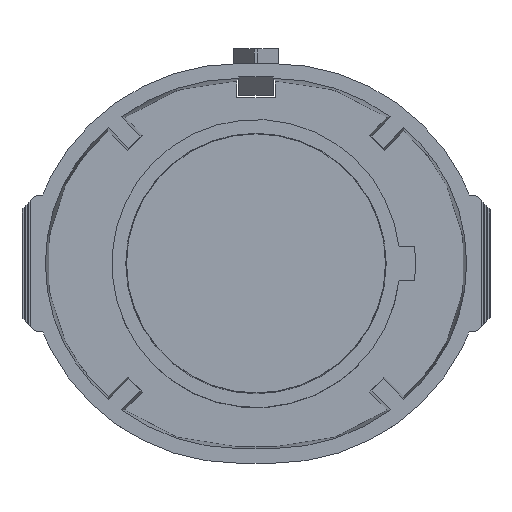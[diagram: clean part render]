
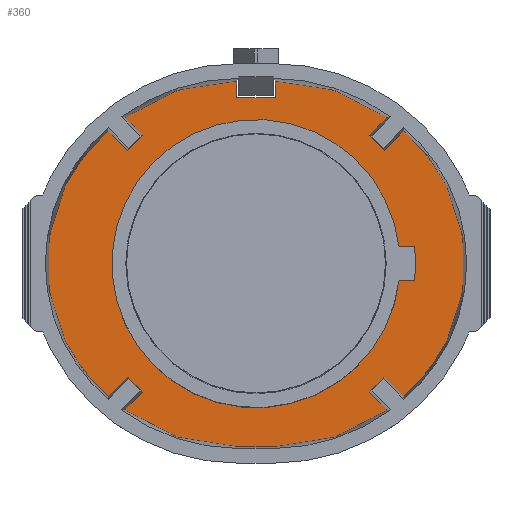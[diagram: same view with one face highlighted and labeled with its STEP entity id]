
A CAD part, top view. The second image highlights one B-rep face of the part: STEP entity #360.
In plain terms, the highlighted planar face has unit normal (0, 0, 1).
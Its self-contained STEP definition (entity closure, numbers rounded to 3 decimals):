
#91=FACE_BOUND('',#766,.T.);
#92=FACE_BOUND('',#767,.T.);
#226=PLANE('',#3831);
#360=ADVANCED_FACE('',(#91,#92),#226,.T.);
#766=EDGE_LOOP('',(#1806,#1807,#1808,#1809,#1810,#1811,#1812,#1813,#1814,
#1815,#1816,#1817,#1818,#1819,#1820,#1821,#1822,#1823,#1824,#1825,#1826,
#1827,#1828,#1829,#1830,#1831));
#767=EDGE_LOOP('',(#1832,#1833,#1834,#1835));
#1019=LINE('',#5375,#1311);
#1020=LINE('',#5379,#1312);
#1021=LINE('',#5387,#1313);
#1022=LINE('',#5391,#1314);
#1023=LINE('',#5395,#1315);
#1024=LINE('',#5397,#1316);
#1025=LINE('',#5399,#1317);
#1026=LINE('',#5403,#1318);
#1027=LINE('',#5407,#1319);
#1028=LINE('',#5415,#1320);
#1029=LINE('',#5419,#1321);
#1030=LINE('',#5420,#1322);
#1031=LINE('',#5421,#1323);
#1032=LINE('',#5426,#1324);
#1311=VECTOR('',#4295,1.);
#1312=VECTOR('',#4298,1.);
#1313=VECTOR('',#4305,1.);
#1314=VECTOR('',#4308,1.);
#1315=VECTOR('',#4311,1.);
#1316=VECTOR('',#4312,1.);
#1317=VECTOR('',#4313,1.);
#1318=VECTOR('',#4316,1.);
#1319=VECTOR('',#4319,1.);
#1320=VECTOR('',#4326,1.);
#1321=VECTOR('',#4329,1.);
#1322=VECTOR('',#4330,1.);
#1323=VECTOR('',#4331,1.);
#1324=VECTOR('',#4334,1.);
#1593=CIRCLE('',#3802,17.217);
#1601=CIRCLE('',#3816,17.217);
#1602=CIRCLE('',#3817,15.05);
#1603=CIRCLE('',#3818,17.217);
#1604=CIRCLE('',#3819,15.717);
#1605=CIRCLE('',#3820,17.217);
#1606=CIRCLE('',#3821,15.05);
#1607=CIRCLE('',#3822,17.217);
#1608=CIRCLE('',#3823,17.217);
#1609=CIRCLE('',#3824,15.05);
#1610=CIRCLE('',#3825,17.217);
#1611=CIRCLE('',#3826,15.717);
#1612=CIRCLE('',#3827,17.217);
#1613=CIRCLE('',#3828,15.05);
#1614=CIRCLE('',#3829,14.);
#1615=CIRCLE('',#3830,12.65);
#1806=ORIENTED_EDGE('',*,*,#3292,.T.);
#1807=ORIENTED_EDGE('',*,*,#3293,.F.);
#1808=ORIENTED_EDGE('',*,*,#3294,.F.);
#1809=ORIENTED_EDGE('',*,*,#3295,.T.);
#1810=ORIENTED_EDGE('',*,*,#3296,.F.);
#1811=ORIENTED_EDGE('',*,*,#3297,.F.);
#1812=ORIENTED_EDGE('',*,*,#3298,.F.);
#1813=ORIENTED_EDGE('',*,*,#3299,.F.);
#1814=ORIENTED_EDGE('',*,*,#3300,.F.);
#1815=ORIENTED_EDGE('',*,*,#3301,.T.);
#1816=ORIENTED_EDGE('',*,*,#3302,.F.);
#1817=ORIENTED_EDGE('',*,*,#3303,.F.);
#1818=ORIENTED_EDGE('',*,*,#3304,.T.);
#1819=ORIENTED_EDGE('',*,*,#3305,.T.);
#1820=ORIENTED_EDGE('',*,*,#3306,.T.);
#1821=ORIENTED_EDGE('',*,*,#3307,.F.);
#1822=ORIENTED_EDGE('',*,*,#3308,.F.);
#1823=ORIENTED_EDGE('',*,*,#3309,.T.);
#1824=ORIENTED_EDGE('',*,*,#3310,.F.);
#1825=ORIENTED_EDGE('',*,*,#3311,.F.);
#1826=ORIENTED_EDGE('',*,*,#3312,.F.);
#1827=ORIENTED_EDGE('',*,*,#3313,.F.);
#1828=ORIENTED_EDGE('',*,*,#3314,.F.);
#1829=ORIENTED_EDGE('',*,*,#3315,.T.);
#1830=ORIENTED_EDGE('',*,*,#3264,.F.);
#1831=ORIENTED_EDGE('',*,*,#3316,.F.);
#1832=ORIENTED_EDGE('',*,*,#3317,.F.);
#1833=ORIENTED_EDGE('',*,*,#3318,.F.);
#1834=ORIENTED_EDGE('',*,*,#3319,.T.);
#1835=ORIENTED_EDGE('',*,*,#3320,.F.);
#2896=VERTEX_POINT('',#5298);
#2897=VERTEX_POINT('',#5300);
#2922=VERTEX_POINT('',#5373);
#2923=VERTEX_POINT('',#5374);
#2924=VERTEX_POINT('',#5376);
#2925=VERTEX_POINT('',#5378);
#2926=VERTEX_POINT('',#5380);
#2927=VERTEX_POINT('',#5382);
#2928=VERTEX_POINT('',#5384);
#2929=VERTEX_POINT('',#5386);
#2930=VERTEX_POINT('',#5388);
#2931=VERTEX_POINT('',#5390);
#2932=VERTEX_POINT('',#5392);
#2933=VERTEX_POINT('',#5394);
#2934=VERTEX_POINT('',#5396);
#2935=VERTEX_POINT('',#5398);
#2936=VERTEX_POINT('',#5400);
#2937=VERTEX_POINT('',#5402);
#2938=VERTEX_POINT('',#5404);
#2939=VERTEX_POINT('',#5406);
#2940=VERTEX_POINT('',#5408);
#2941=VERTEX_POINT('',#5410);
#2942=VERTEX_POINT('',#5412);
#2943=VERTEX_POINT('',#5414);
#2944=VERTEX_POINT('',#5416);
#2945=VERTEX_POINT('',#5418);
#2946=VERTEX_POINT('',#5422);
#2947=VERTEX_POINT('',#5423);
#2948=VERTEX_POINT('',#5425);
#2949=VERTEX_POINT('',#5427);
#3264=EDGE_CURVE('',#2896,#2897,#1593,.T.);
#3292=EDGE_CURVE('',#2922,#2923,#1601,.T.);
#3293=EDGE_CURVE('',#2924,#2923,#1019,.T.);
#3294=EDGE_CURVE('',#2925,#2924,#1602,.T.);
#3295=EDGE_CURVE('',#2925,#2926,#1020,.T.);
#3296=EDGE_CURVE('',#2927,#2926,#1603,.T.);
#3297=EDGE_CURVE('',#2928,#2927,#1604,.T.);
#3298=EDGE_CURVE('',#2929,#2928,#1605,.T.);
#3299=EDGE_CURVE('',#2930,#2929,#1021,.T.);
#3300=EDGE_CURVE('',#2931,#2930,#1606,.T.);
#3301=EDGE_CURVE('',#2931,#2932,#1022,.T.);
#3302=EDGE_CURVE('',#2933,#2932,#1607,.T.);
#3303=EDGE_CURVE('',#2934,#2933,#1023,.T.);
#3304=EDGE_CURVE('',#2934,#2935,#1024,.T.);
#3305=EDGE_CURVE('',#2935,#2936,#1025,.T.);
#3306=EDGE_CURVE('',#2936,#2937,#1608,.T.);
#3307=EDGE_CURVE('',#2938,#2937,#1026,.T.);
#3308=EDGE_CURVE('',#2939,#2938,#1609,.T.);
#3309=EDGE_CURVE('',#2939,#2940,#1027,.T.);
#3310=EDGE_CURVE('',#2941,#2940,#1610,.T.);
#3311=EDGE_CURVE('',#2942,#2941,#1611,.T.);
#3312=EDGE_CURVE('',#2943,#2942,#1612,.T.);
#3313=EDGE_CURVE('',#2944,#2943,#1028,.T.);
#3314=EDGE_CURVE('',#2945,#2944,#1613,.T.);
#3315=EDGE_CURVE('',#2945,#2897,#1029,.T.);
#3316=EDGE_CURVE('',#2922,#2896,#1030,.T.);
#3317=EDGE_CURVE('',#2946,#2947,#1031,.T.);
#3318=EDGE_CURVE('',#2948,#2946,#1614,.T.);
#3319=EDGE_CURVE('',#2948,#2949,#1032,.T.);
#3320=EDGE_CURVE('',#2947,#2949,#1615,.T.);
#3802=AXIS2_PLACEMENT_3D('',#5299,#4250,#4251);
#3816=AXIS2_PLACEMENT_3D('',#5372,#4293,#4294);
#3817=AXIS2_PLACEMENT_3D('',#5377,#4296,#4297);
#3818=AXIS2_PLACEMENT_3D('',#5381,#4299,#4300);
#3819=AXIS2_PLACEMENT_3D('',#5383,#4301,#4302);
#3820=AXIS2_PLACEMENT_3D('',#5385,#4303,#4304);
#3821=AXIS2_PLACEMENT_3D('',#5389,#4306,#4307);
#3822=AXIS2_PLACEMENT_3D('',#5393,#4309,#4310);
#3823=AXIS2_PLACEMENT_3D('',#5401,#4314,#4315);
#3824=AXIS2_PLACEMENT_3D('',#5405,#4317,#4318);
#3825=AXIS2_PLACEMENT_3D('',#5409,#4320,#4321);
#3826=AXIS2_PLACEMENT_3D('',#5411,#4322,#4323);
#3827=AXIS2_PLACEMENT_3D('',#5413,#4324,#4325);
#3828=AXIS2_PLACEMENT_3D('',#5417,#4327,#4328);
#3829=AXIS2_PLACEMENT_3D('',#5424,#4332,#4333);
#3830=AXIS2_PLACEMENT_3D('',#5428,#4335,#4336);
#3831=AXIS2_PLACEMENT_3D('',#5429,#4337,#4338);
#4250=DIRECTION('',(0.,0.,-1.));
#4251=DIRECTION('',(1.,0.,0.));
#4293=DIRECTION('',(0.,0.,1.));
#4294=DIRECTION('',(1.,0.,0.));
#4295=DIRECTION('',(0.707,-0.707,0.));
#4296=DIRECTION('',(0.,0.,-1.));
#4297=DIRECTION('',(1.,0.,0.));
#4298=DIRECTION('',(0.707,-0.707,0.));
#4299=DIRECTION('',(0.,0.,-1.));
#4300=DIRECTION('',(1.,0.,0.));
#4301=DIRECTION('',(0.,0.,-1.));
#4302=DIRECTION('',(1.,0.,0.));
#4303=DIRECTION('',(0.,0.,-1.));
#4304=DIRECTION('',(1.,0.,0.));
#4305=DIRECTION('',(0.707,0.707,0.));
#4306=DIRECTION('',(0.,0.,-1.));
#4307=DIRECTION('',(1.,0.,0.));
#4308=DIRECTION('',(0.707,0.707,0.));
#4309=DIRECTION('',(0.,0.,-1.));
#4310=DIRECTION('',(1.,0.,0.));
#4311=DIRECTION('',(0.,1.,0.));
#4312=DIRECTION('',(-1.,0.,0.));
#4313=DIRECTION('',(0.,1.,0.));
#4314=DIRECTION('',(0.,0.,1.));
#4315=DIRECTION('',(1.,0.,0.));
#4316=DIRECTION('',(-0.707,0.707,0.));
#4317=DIRECTION('',(0.,0.,-1.));
#4318=DIRECTION('',(1.,0.,0.));
#4319=DIRECTION('',(-0.707,0.707,0.));
#4320=DIRECTION('',(0.,0.,-1.));
#4321=DIRECTION('',(1.,0.,0.));
#4322=DIRECTION('',(0.,0.,-1.));
#4323=DIRECTION('',(1.,0.,0.));
#4324=DIRECTION('',(0.,0.,-1.));
#4325=DIRECTION('',(1.,0.,0.));
#4326=DIRECTION('',(-0.707,-0.707,0.));
#4327=DIRECTION('',(0.,0.,-1.));
#4328=DIRECTION('',(1.,0.,0.));
#4329=DIRECTION('',(-0.707,-0.707,0.));
#4330=DIRECTION('',(-1.,0.,0.));
#4331=DIRECTION('',(-1.,0.,0.));
#4332=DIRECTION('',(0.,0.,1.));
#4333=DIRECTION('',(1.,0.,0.));
#4334=DIRECTION('',(-1.,0.,0.));
#4335=DIRECTION('',(0.,0.,1.));
#4336=DIRECTION('',(1.,0.,0.));
#4337=DIRECTION('',(0.,0.,1.));
#4338=DIRECTION('',(0.,-1.,0.));
#5298=CARTESIAN_POINT('',(-1.682,-16.066,-18.4));
#5299=CARTESIAN_POINT('',(-1.5,1.15,-18.4));
#5300=CARTESIAN_POINT('',(-11.526,-12.846,-18.4));
#5372=CARTESIAN_POINT('',(1.5,1.15,-18.4));
#5373=CARTESIAN_POINT('',(1.682,-16.066,-18.4));
#5374=CARTESIAN_POINT('',(11.526,-12.846,-18.4));
#5375=CARTESIAN_POINT('',(-0.485,-0.835,-18.4));
#5376=CARTESIAN_POINT('',(9.962,-11.281,-18.4));
#5377=CARTESIAN_POINT('',(0.,0.,-18.4));
#5378=CARTESIAN_POINT('',(11.281,-9.962,-18.4));
#5379=CARTESIAN_POINT('',(-8.59,9.91,-18.4));
#5380=CARTESIAN_POINT('',(12.991,-11.671,-18.4));
#5381=CARTESIAN_POINT('',(1.5,1.15,-18.4));
#5382=CARTESIAN_POINT('',(16.748,-6.844,-18.4));
#5383=CARTESIAN_POINT('',(2.6,0.,-18.4));
#5384=CARTESIAN_POINT('',(16.748,6.844,-18.4));
#5385=CARTESIAN_POINT('',(1.5,-1.15,-18.4));
#5386=CARTESIAN_POINT('',(12.991,11.671,-18.4));
#5387=CARTESIAN_POINT('',(1.985,0.665,-18.4));
#5388=CARTESIAN_POINT('',(11.281,9.962,-18.4));
#5389=CARTESIAN_POINT('',(0.,0.,-18.4));
#5390=CARTESIAN_POINT('',(9.962,11.281,-18.4));
#5391=CARTESIAN_POINT('',(-9.91,-8.59,-18.4));
#5392=CARTESIAN_POINT('',(11.526,12.846,-18.4));
#5393=CARTESIAN_POINT('',(1.5,-1.15,-18.4));
#5394=CARTESIAN_POINT('',(1.682,16.066,-18.4));
#5395=CARTESIAN_POINT('',(1.682,1.15,-18.4));
#5396=CARTESIAN_POINT('',(1.682,14.589,-18.4));
#5397=CARTESIAN_POINT('',(-11.191,14.589,-18.4));
#5398=CARTESIAN_POINT('',(-1.682,14.589,-18.4));
#5399=CARTESIAN_POINT('',(-1.682,1.15,-18.4));
#5400=CARTESIAN_POINT('',(-1.682,16.066,-18.4));
#5401=CARTESIAN_POINT('',(-1.5,-1.15,-18.4));
#5402=CARTESIAN_POINT('',(-11.526,12.846,-18.4));
#5403=CARTESIAN_POINT('',(0.835,0.485,-18.4));
#5404=CARTESIAN_POINT('',(-9.962,11.281,-18.4));
#5405=CARTESIAN_POINT('',(0.,0.,-18.4));
#5406=CARTESIAN_POINT('',(-11.281,9.962,-18.4));
#5407=CARTESIAN_POINT('',(-9.91,8.59,-18.4));
#5408=CARTESIAN_POINT('',(-12.991,11.671,-18.4));
#5409=CARTESIAN_POINT('',(-1.5,-1.15,-18.4));
#5410=CARTESIAN_POINT('',(-16.748,6.844,-18.4));
#5411=CARTESIAN_POINT('',(-2.6,0.,-18.4));
#5412=CARTESIAN_POINT('',(-16.748,-6.844,-18.4));
#5413=CARTESIAN_POINT('',(-1.5,1.15,-18.4));
#5414=CARTESIAN_POINT('',(-12.991,-11.671,-18.4));
#5415=CARTESIAN_POINT('',(0.665,1.985,-18.4));
#5416=CARTESIAN_POINT('',(-11.281,-9.962,-18.4));
#5417=CARTESIAN_POINT('',(0.,0.,-18.4));
#5418=CARTESIAN_POINT('',(-9.962,-11.281,-18.4));
#5419=CARTESIAN_POINT('',(-8.59,-9.91,-18.4));
#5420=CARTESIAN_POINT('',(-18.5,-16.066,-18.4));
#5421=CARTESIAN_POINT('',(1.5,1.5,-18.4));
#5422=CARTESIAN_POINT('',(13.919,1.5,-18.4));
#5423=CARTESIAN_POINT('',(12.561,1.5,-18.4));
#5424=CARTESIAN_POINT('',(0.,0.,-18.4));
#5425=CARTESIAN_POINT('',(13.919,-1.5,-18.4));
#5426=CARTESIAN_POINT('',(14.,-1.5,-18.4));
#5427=CARTESIAN_POINT('',(12.561,-1.5,-18.4));
#5428=CARTESIAN_POINT('',(0.,0.,-18.4));
#5429=CARTESIAN_POINT('',(1.5,1.15,-18.4));
